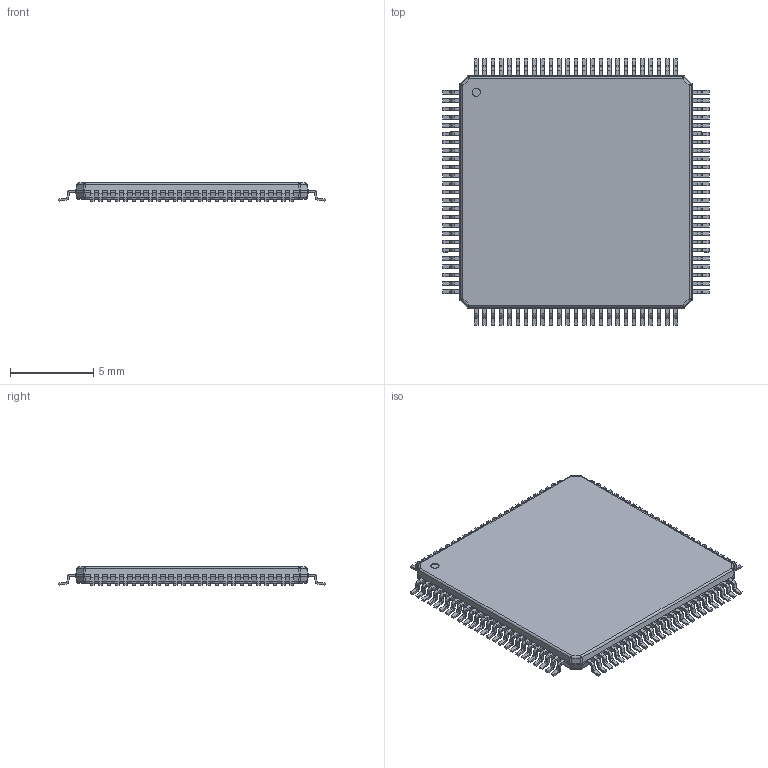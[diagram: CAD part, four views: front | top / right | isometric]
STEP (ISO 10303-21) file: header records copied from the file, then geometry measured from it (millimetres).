
FILE_DESCRIPTION((''),'2;1');
FILE_NAME('PZP0100G_ASM','2017-04-05T',('a0412086'),(''),'CREO PARAMETRIC BY PTC INC, 2016050','CREO PARAMETRIC BY PTC INC, 2016050','');
FILE_SCHEMA(('AUTOMOTIVE_DESIGN { 1 0 10303 214 1 1 1 1 }'));
Length unit declared in the file: millimetre
Products named in the file (4): BODY-QFP; LEAD-POWERPAD; THERMALPAD-PWRPAD; PZP0100G_ASM
Assembly tree (102 placements, depth 2):
  PZP0100G_ASM
    BODY-QFP
    LEAD-POWERPAD  x100
    THERMALPAD-PWRPAD
Bounding box: 16.03 x 16.03 x 1.1 mm (x, y, z)
Volume: 196.8 mm3; surface area: 637.7 mm2
Topology: 102 solids, 102 shells, 1528 faces, 3886 edges, 2564 vertices
Faces by surface type: plane 1070, cylinder 442, sphere 16
Entity records: 6312 total; most frequent: CARTESIAN_POINT 955, DIRECTION 862, ORIENTED_EDGE 644, PRESENTATION_STYLE_ASSIGNMENT 325, STYLED_ITEM 325, CURVE_STYLE 322, EDGE_CURVE 322, AXIS2_PLACEMENT_3D 308
